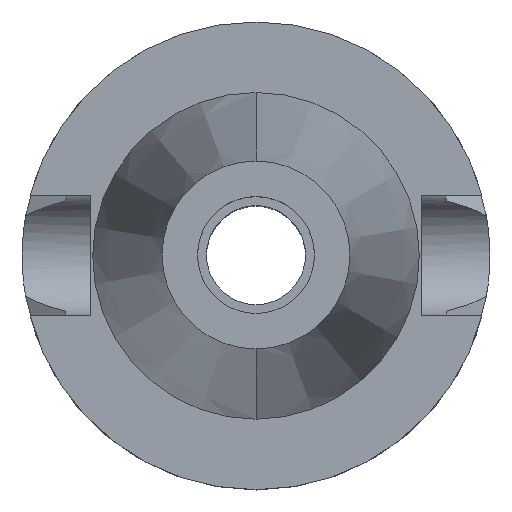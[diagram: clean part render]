
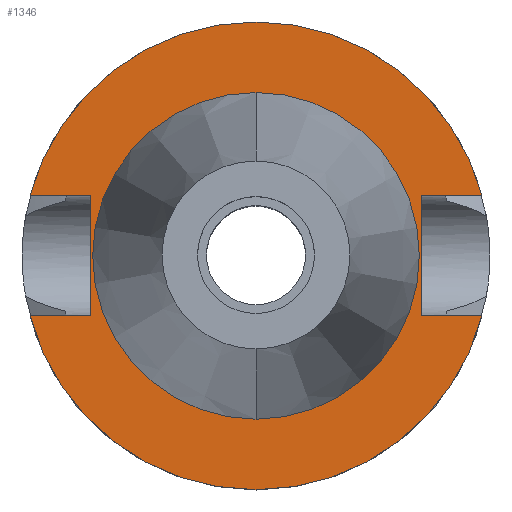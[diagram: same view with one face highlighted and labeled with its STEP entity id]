
A CAD part, top view. The second image highlights one B-rep face of the part: STEP entity #1346.
In plain terms, the highlighted planar face has unit normal (0, 0, 1).
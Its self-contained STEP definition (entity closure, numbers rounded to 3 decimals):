
#108=DIRECTION('',(0.,1.,0.));
#109=VECTOR('',#108,25.7);
#110=CARTESIAN_POINT('',(-35.4,-12.85,-1.5));
#111=LINE('',#110,#109);
#115=DIRECTION('',(-1.,0.,0.));
#116=VECTOR('',#115,12.921);
#117=CARTESIAN_POINT('',(-35.4,12.85,-1.5));
#118=LINE('',#117,#116);
#122=CARTESIAN_POINT('',(0.,0.,-1.5));
#123=DIRECTION('',(0.,0.,-1.));
#124=DIRECTION('',(-0.966,0.257,0.));
#125=AXIS2_PLACEMENT_3D('',#122,#123,#124);
#130=CARTESIAN_POINT('',(0.,0.,-1.5));
#131=DIRECTION('',(0.,0.,-1.));
#132=DIRECTION('',(0.,1.,0.));
#133=AXIS2_PLACEMENT_3D('',#130,#131,#132);
#138=DIRECTION('',(0.,-1.,0.));
#139=VECTOR('',#138,25.7);
#140=CARTESIAN_POINT('',(35.4,12.85,-1.5));
#141=LINE('',#140,#139);
#145=DIRECTION('',(1.,0.,0.));
#146=VECTOR('',#145,12.921);
#147=CARTESIAN_POINT('',(35.4,-12.85,-1.5));
#148=LINE('',#147,#146);
#152=CARTESIAN_POINT('',(0.,0.,-1.5));
#153=DIRECTION('',(0.,0.,-1.));
#154=DIRECTION('',(0.966,-0.257,0.));
#155=AXIS2_PLACEMENT_3D('',#152,#153,#154);
#160=CARTESIAN_POINT('',(0.,0.,-1.5));
#161=DIRECTION('',(0.,0.,-1.));
#162=DIRECTION('',(0.,-1.,0.));
#163=AXIS2_PLACEMENT_3D('',#160,#161,#162);
#168=CARTESIAN_POINT('',(0.,0.,-1.5));
#169=DIRECTION('',(0.,0.,1.));
#170=DIRECTION('',(0.,-1.,0.));
#171=AXIS2_PLACEMENT_3D('',#168,#169,#170);
#176=CARTESIAN_POINT('',(0.,0.,-1.5));
#177=DIRECTION('',(0.,0.,1.));
#178=DIRECTION('',(0.,1.,0.));
#179=AXIS2_PLACEMENT_3D('',#176,#177,#178);
#214=DIRECTION('',(-1.,0.,0.));
#215=VECTOR('',#214,12.921);
#216=CARTESIAN_POINT('',(-35.4,-12.85,-1.5));
#217=LINE('',#216,#215);
#463=DIRECTION('',(1.,0.,0.));
#464=VECTOR('',#463,12.921);
#465=CARTESIAN_POINT('',(35.4,12.85,-1.5));
#466=LINE('',#465,#464);
#1062=CARTESIAN_POINT('',(0.,34.925,-1.5));
#1063=VERTEX_POINT('',#1062);
#1064=CARTESIAN_POINT('',(0.,-34.925,-1.5));
#1065=VERTEX_POINT('',#1064);
#1066=CARTESIAN_POINT('',(-35.4,-12.85,-1.5));
#1067=CARTESIAN_POINT('',(-35.4,12.85,-1.5));
#1068=VERTEX_POINT('',#1066);
#1069=VERTEX_POINT('',#1067);
#1070=CARTESIAN_POINT('',(-48.321,12.85,-1.5));
#1071=VERTEX_POINT('',#1070);
#1072=CARTESIAN_POINT('',(0.,50.,-1.5));
#1073=CARTESIAN_POINT('',(48.321,12.85,-1.5));
#1074=VERTEX_POINT('',#1072);
#1075=VERTEX_POINT('',#1073);
#1076=CARTESIAN_POINT('',(35.4,12.85,-1.5));
#1077=VERTEX_POINT('',#1076);
#1078=CARTESIAN_POINT('',(35.4,-12.85,-1.5));
#1079=VERTEX_POINT('',#1078);
#1080=CARTESIAN_POINT('',(48.321,-12.85,-1.5));
#1081=VERTEX_POINT('',#1080);
#1082=CARTESIAN_POINT('',(0.,-50.,-1.5));
#1083=CARTESIAN_POINT('',(-48.321,-12.85,-1.5));
#1084=VERTEX_POINT('',#1082);
#1085=VERTEX_POINT('',#1083);
#1315=CARTESIAN_POINT('',(0.,0.,-1.5));
#1316=DIRECTION('',(0.,0.,1.));
#1317=DIRECTION('',(0.,1.,0.));
#1318=AXIS2_PLACEMENT_3D('',#1315,#1316,#1317);
#1319=PLANE('',#1318);
#1321=ORIENTED_EDGE('',*,*,#1320,.T.);
#1323=ORIENTED_EDGE('',*,*,#1322,.T.);
#1325=ORIENTED_EDGE('',*,*,#1324,.T.);
#1327=ORIENTED_EDGE('',*,*,#1326,.T.);
#1329=ORIENTED_EDGE('',*,*,#1328,.F.);
#1331=ORIENTED_EDGE('',*,*,#1330,.T.);
#1333=ORIENTED_EDGE('',*,*,#1332,.T.);
#1335=ORIENTED_EDGE('',*,*,#1334,.T.);
#1337=ORIENTED_EDGE('',*,*,#1336,.T.);
#1339=ORIENTED_EDGE('',*,*,#1338,.F.);
#1340=EDGE_LOOP('',(#1321,#1323,#1325,#1327,#1329,#1331,#1333,#1335,#1337,
#1339));
#1341=FACE_OUTER_BOUND('',#1340,.F.);
#1342=ORIENTED_EDGE('',*,*,#1294,.T.);
#1343=ORIENTED_EDGE('',*,*,#1310,.T.);
#1344=EDGE_LOOP('',(#1342,#1343));
#1345=FACE_BOUND('',#1344,.F.);
#126=CIRCLE('',#125,50.);
#134=CIRCLE('',#133,50.);
#156=CIRCLE('',#155,50.);
#164=CIRCLE('',#163,50.);
#172=CIRCLE('',#171,34.925);
#180=CIRCLE('',#179,34.925);
#1294=EDGE_CURVE('',#1065,#1063,#172,.T.);
#1310=EDGE_CURVE('',#1063,#1065,#180,.T.);
#1320=EDGE_CURVE('',#1068,#1069,#111,.T.);
#1322=EDGE_CURVE('',#1069,#1071,#118,.T.);
#1324=EDGE_CURVE('',#1071,#1074,#126,.T.);
#1326=EDGE_CURVE('',#1074,#1075,#134,.T.);
#1328=EDGE_CURVE('',#1077,#1075,#466,.T.);
#1330=EDGE_CURVE('',#1077,#1079,#141,.T.);
#1332=EDGE_CURVE('',#1079,#1081,#148,.T.);
#1334=EDGE_CURVE('',#1081,#1084,#156,.T.);
#1336=EDGE_CURVE('',#1084,#1085,#164,.T.);
#1338=EDGE_CURVE('',#1068,#1085,#217,.T.);
#1346=ADVANCED_FACE('',(#1341,#1345),#1319,.T.);
